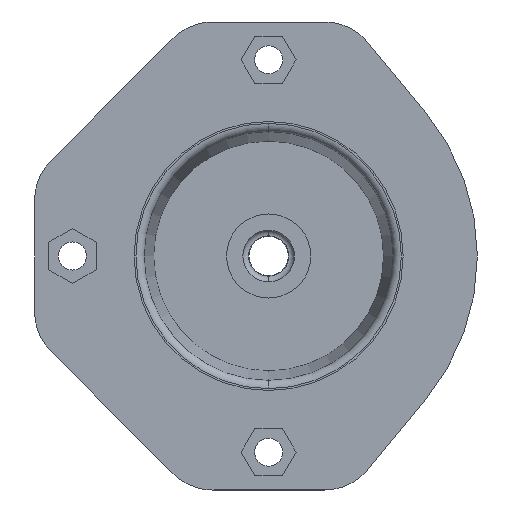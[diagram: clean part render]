
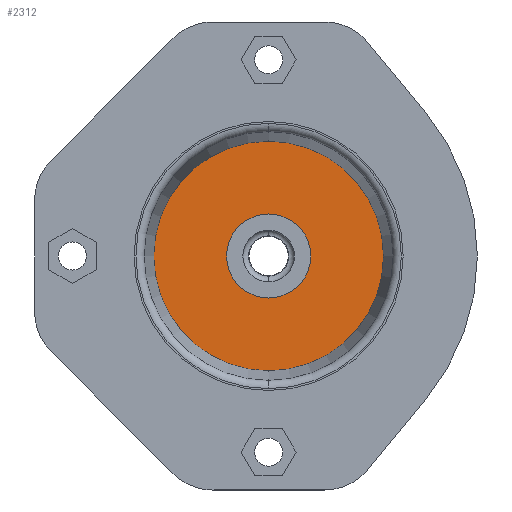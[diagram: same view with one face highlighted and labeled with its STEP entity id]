
A CAD part, front view. The second image highlights one B-rep face of the part: STEP entity #2312.
In plain terms, the highlighted planar face has unit normal (0, -1, 0).
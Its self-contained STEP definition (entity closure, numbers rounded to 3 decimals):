
#94 = AXIS2_PLACEMENT_3D ( 'NONE', #1865, #168, #581 ) ;
#141 = PLANE ( 'NONE',  #1634 ) ;
#151 = EDGE_CURVE ( 'NONE', #238, #414, #2091, .T. ) ;
#168 = DIRECTION ( 'NONE',  ( 0., -1., 0. ) ) ;
#193 = CARTESIAN_POINT ( 'NONE',  ( 0., 18., 0. ) ) ;
#238 = VERTEX_POINT ( 'NONE', #862 ) ;
#304 = EDGE_CURVE ( 'NONE', #414, #238, #1599, .T. ) ;
#309 = DIRECTION ( 'NONE',  ( 0., 0., -1. ) ) ;
#366 = DIRECTION ( 'NONE',  ( 0., -1., 0. ) ) ;
#414 = VERTEX_POINT ( 'NONE', #1614 ) ;
#425 = EDGE_LOOP ( 'NONE', ( #1125, #2390 ) ) ;
#581 = DIRECTION ( 'NONE',  ( 0., 0., -1. ) ) ;
#703 = EDGE_CURVE ( 'NONE', #1590, #1700, #1610, .T. ) ;
#817 = ORIENTED_EDGE ( 'NONE', *, *, #304, .F. ) ;
#862 = CARTESIAN_POINT ( 'NONE',  ( 0., 18., 15. ) ) ;
#876 = FACE_BOUND ( 'NONE', #1931, .T. ) ;
#898 = CARTESIAN_POINT ( 'NONE',  ( 0., 18., 0. ) ) ;
#1035 = AXIS2_PLACEMENT_3D ( 'NONE', #193, #366, #1849 ) ;
#1063 = DIRECTION ( 'NONE',  ( 0., -1., 0. ) ) ;
#1125 = ORIENTED_EDGE ( 'NONE', *, *, #703, .T. ) ;
#1208 = CARTESIAN_POINT ( 'NONE',  ( 0., 18., 0. ) ) ;
#1333 = EDGE_CURVE ( 'NONE', #1700, #1590, #1847, .T. ) ;
#1383 = CARTESIAN_POINT ( 'NONE',  ( 0., 18., 0. ) ) ;
#1588 = CARTESIAN_POINT ( 'NONE',  ( 0., 18., -41. ) ) ;
#1590 = VERTEX_POINT ( 'NONE', #1588 ) ;
#1599 = CIRCLE ( 'NONE', #1914, 15. ) ;
#1610 = CIRCLE ( 'NONE', #2037, 41. ) ;
#1614 = CARTESIAN_POINT ( 'NONE',  ( 0., 18., -15. ) ) ;
#1616 = FACE_OUTER_BOUND ( 'NONE', #425, .T. ) ;
#1634 = AXIS2_PLACEMENT_3D ( 'NONE', #1208, #1773, #2194 ) ;
#1647 = DIRECTION ( 'NONE',  ( 0., 0., -1. ) ) ;
#1649 = ORIENTED_EDGE ( 'NONE', *, *, #151, .F. ) ;
#1700 = VERTEX_POINT ( 'NONE', #1907 ) ;
#1773 = DIRECTION ( 'NONE',  ( 0., -1., 0. ) ) ;
#1820 = DIRECTION ( 'NONE',  ( 0., -1., 0. ) ) ;
#1847 = CIRCLE ( 'NONE', #94, 41. ) ;
#1849 = DIRECTION ( 'NONE',  ( 0., 0., -1. ) ) ;
#1865 = CARTESIAN_POINT ( 'NONE',  ( 0., 18., 0. ) ) ;
#1907 = CARTESIAN_POINT ( 'NONE',  ( 0., 18., 41. ) ) ;
#1914 = AXIS2_PLACEMENT_3D ( 'NONE', #898, #1820, #1647 ) ;
#1931 = EDGE_LOOP ( 'NONE', ( #1649, #817 ) ) ;
#2037 = AXIS2_PLACEMENT_3D ( 'NONE', #1383, #1063, #309 ) ;
#2091 = CIRCLE ( 'NONE', #1035, 15. ) ;
#2194 = DIRECTION ( 'NONE',  ( 0., 0., -1. ) ) ;
#2312 = ADVANCED_FACE ( 'NONE', ( #876, #1616 ), #141, .T. ) ;
#2390 = ORIENTED_EDGE ( 'NONE', *, *, #1333, .T. ) ;
